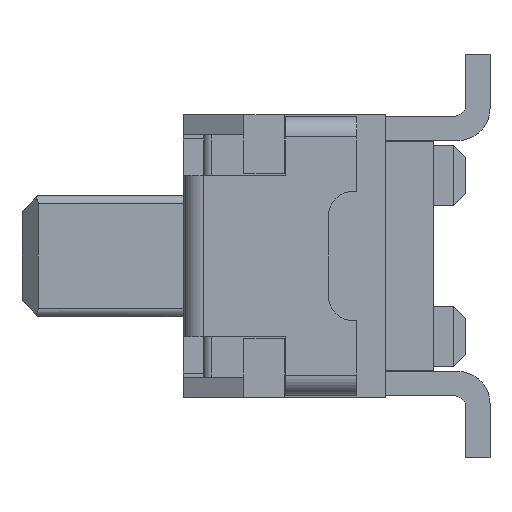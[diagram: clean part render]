
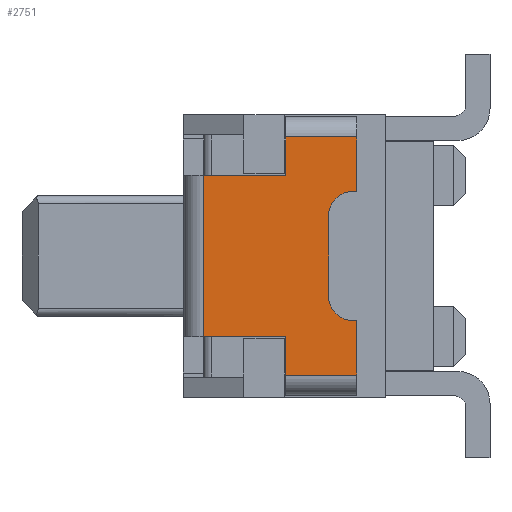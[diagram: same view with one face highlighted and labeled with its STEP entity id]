
A CAD part, left-side view. The second image highlights one B-rep face of the part: STEP entity #2751.
In plain terms, the highlighted planar face has unit normal (-1, 0, 0).
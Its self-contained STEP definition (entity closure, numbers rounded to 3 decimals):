
#89 = VECTOR ( 'NONE', #4750, 1000. ) ;
#160 = VERTEX_POINT ( 'NONE', #11338 ) ;
#502 = ORIENTED_EDGE ( 'NONE', *, *, #2900, .T. ) ;
#531 = CARTESIAN_POINT ( 'NONE',  ( -4.25, 0.35, -0.8 ) ) ;
#578 = CARTESIAN_POINT ( 'NONE',  ( -4.25, 0.7, 0.5 ) ) ;
#683 = LINE ( 'NONE', #1789, #10347 ) ;
#726 = ORIENTED_EDGE ( 'NONE', *, *, #11364, .T. ) ;
#861 = CARTESIAN_POINT ( 'NONE',  ( -4.25, 2.25, -1. ) ) ;
#1034 = LINE ( 'NONE', #9832, #3269 ) ;
#1468 = AXIS2_PLACEMENT_3D ( 'NONE', #4352, #11120, #5331 ) ;
#1599 = CIRCLE ( 'NONE', #7677, 0.3 ) ;
#1633 = EDGE_CURVE ( 'NONE', #8318, #9472, #4542, .T. ) ;
#1789 = CARTESIAN_POINT ( 'NONE',  ( -4.25, 1.23, 1. ) ) ;
#1929 = VERTEX_POINT ( 'NONE', #6489 ) ;
#1961 = DIRECTION ( 'NONE',  ( 0., -1., 0. ) ) ;
#1996 = CARTESIAN_POINT ( 'NONE',  ( -4.25, 0.35, 0.8 ) ) ;
#2083 = LINE ( 'NONE', #3456, #8566 ) ;
#2162 = ORIENTED_EDGE ( 'NONE', *, *, #5422, .T. ) ;
#2201 = VERTEX_POINT ( 'NONE', #4976 ) ;
#2227 = LINE ( 'NONE', #6776, #9930 ) ;
#2414 = LINE ( 'NONE', #531, #12408 ) ;
#2433 = ORIENTED_EDGE ( 'NONE', *, *, #11438, .T. ) ;
#2484 = LINE ( 'NONE', #1996, #7340 ) ;
#2702 = CARTESIAN_POINT ( 'NONE',  ( -4.25, 1.23, -1.475 ) ) ;
#2751 = ADVANCED_FACE ( 'NONE', ( #7232 ), #12169, .F. ) ;
#2753 = DIRECTION ( 'NONE',  ( 0., 0., -1. ) ) ;
#2756 = EDGE_CURVE ( 'NONE', #3958, #5027, #2083, .T. ) ;
#2766 = LINE ( 'NONE', #10670, #5345 ) ;
#2892 = DIRECTION ( 'NONE',  ( 1., 0., 0. ) ) ;
#2900 = EDGE_CURVE ( 'NONE', #4862, #4699, #1034, .T. ) ;
#3269 = VECTOR ( 'NONE', #3370, 1000. ) ;
#3370 = DIRECTION ( 'NONE',  ( 0., 1., 0. ) ) ;
#3402 = LINE ( 'NONE', #6529, #5975 ) ;
#3432 = ORIENTED_EDGE ( 'NONE', *, *, #2756, .T. ) ;
#3456 = CARTESIAN_POINT ( 'NONE',  ( -4.25, 0.4, -1.475 ) ) ;
#3886 = CARTESIAN_POINT ( 'NONE',  ( -4.25, 0.35, 1.475 ) ) ;
#3927 = DIRECTION ( 'NONE',  ( 0., 0., -1. ) ) ;
#3958 = VERTEX_POINT ( 'NONE', #2702 ) ;
#3962 = DIRECTION ( 'NONE',  ( 0., -1., 0. ) ) ;
#4143 = ORIENTED_EDGE ( 'NONE', *, *, #10333, .T. ) ;
#4191 = VERTEX_POINT ( 'NONE', #10728 ) ;
#4352 = CARTESIAN_POINT ( 'NONE',  ( -4.25, 0.4, 0.5 ) ) ;
#4542 = LINE ( 'NONE', #9655, #11349 ) ;
#4548 = CARTESIAN_POINT ( 'NONE',  ( -4.25, 0.35, -1.475 ) ) ;
#4617 = CARTESIAN_POINT ( 'NONE',  ( -4.25, 0.4, -0.5 ) ) ;
#4699 = VERTEX_POINT ( 'NONE', #7679 ) ;
#4750 = DIRECTION ( 'NONE',  ( 0., -1., 0. ) ) ;
#4862 = VERTEX_POINT ( 'NONE', #5236 ) ;
#4976 = CARTESIAN_POINT ( 'NONE',  ( -4.25, 0.35, -0.8 ) ) ;
#5027 = VERTEX_POINT ( 'NONE', #4548 ) ;
#5230 = LINE ( 'NONE', #861, #89 ) ;
#5236 = CARTESIAN_POINT ( 'NONE',  ( -4.25, 1.23, 1. ) ) ;
#5331 = DIRECTION ( 'NONE',  ( 0., 1., 0. ) ) ;
#5339 = EDGE_CURVE ( 'NONE', #8842, #4191, #2227, .T. ) ;
#5345 = VECTOR ( 'NONE', #3927, 1000. ) ;
#5346 = DIRECTION ( 'NONE',  ( 0., 1., 0. ) ) ;
#5422 = EDGE_CURVE ( 'NONE', #9871, #8763, #12363, .T. ) ;
#5510 = CARTESIAN_POINT ( 'NONE',  ( -4.25, 0.4, 0.8 ) ) ;
#5588 = DIRECTION ( 'NONE',  ( 0., 1., 0. ) ) ;
#5889 = ORIENTED_EDGE ( 'NONE', *, *, #5339, .T. ) ;
#5975 = VECTOR ( 'NONE', #6598, 1000. ) ;
#6142 = EDGE_CURVE ( 'NONE', #8763, #8842, #8508, .T. ) ;
#6315 = DIRECTION ( 'NONE',  ( 0., 0., -1. ) ) ;
#6489 = CARTESIAN_POINT ( 'NONE',  ( -4.25, 2.25, -1. ) ) ;
#6529 = CARTESIAN_POINT ( 'NONE',  ( -4.25, 0.35, -1.725 ) ) ;
#6598 = DIRECTION ( 'NONE',  ( 0., 0., 1. ) ) ;
#6776 = CARTESIAN_POINT ( 'NONE',  ( -4.25, 0.35, 0.8 ) ) ;
#6841 = ORIENTED_EDGE ( 'NONE', *, *, #9149, .T. ) ;
#7232 = FACE_OUTER_BOUND ( 'NONE', #9915, .T. ) ;
#7340 = VECTOR ( 'NONE', #9724, 1000. ) ;
#7478 = CARTESIAN_POINT ( 'NONE',  ( -4.25, 0.7, -0.5 ) ) ;
#7562 = ORIENTED_EDGE ( 'NONE', *, *, #6142, .T. ) ;
#7564 = LINE ( 'NONE', #10107, #9819 ) ;
#7677 = AXIS2_PLACEMENT_3D ( 'NONE', #4617, #11393, #5588 ) ;
#7679 = CARTESIAN_POINT ( 'NONE',  ( -4.25, 2.25, 1. ) ) ;
#8318 = VERTEX_POINT ( 'NONE', #3886 ) ;
#8331 = ORIENTED_EDGE ( 'NONE', *, *, #1633, .T. ) ;
#8508 = CIRCLE ( 'NONE', #1468, 0.3 ) ;
#8566 = VECTOR ( 'NONE', #3962, 1000. ) ;
#8763 = VERTEX_POINT ( 'NONE', #578 ) ;
#8842 = VERTEX_POINT ( 'NONE', #5510 ) ;
#8857 = CARTESIAN_POINT ( 'NONE',  ( -4.25, 0.7, -0.5 ) ) ;
#8894 = DIRECTION ( 'NONE',  ( 0., 0., 1. ) ) ;
#9044 = ORIENTED_EDGE ( 'NONE', *, *, #12130, .T. ) ;
#9139 = EDGE_CURVE ( 'NONE', #4699, #1929, #7564, .T. ) ;
#9149 = EDGE_CURVE ( 'NONE', #2201, #160, #2414, .T. ) ;
#9197 = DIRECTION ( 'NONE',  ( 0., 1., 0. ) ) ;
#9328 = AXIS2_PLACEMENT_3D ( 'NONE', #11924, #2892, #9197 ) ;
#9472 = VERTEX_POINT ( 'NONE', #10804 ) ;
#9655 = CARTESIAN_POINT ( 'NONE',  ( -4.25, 0.4, 1.475 ) ) ;
#9724 = DIRECTION ( 'NONE',  ( 0., 0., 1. ) ) ;
#9819 = VECTOR ( 'NONE', #6315, 1000. ) ;
#9832 = CARTESIAN_POINT ( 'NONE',  ( -4.25, 2.25, 1. ) ) ;
#9871 = VERTEX_POINT ( 'NONE', #7478 ) ;
#9915 = EDGE_LOOP ( 'NONE', ( #9044, #3432, #4143, #6841, #10841, #2162, #7562, #5889, #10544, #8331, #726, #502, #11768, #2433 ) ) ;
#9930 = VECTOR ( 'NONE', #1961, 1000. ) ;
#10107 = CARTESIAN_POINT ( 'NONE',  ( -4.25, 2.25, -1. ) ) ;
#10206 = CARTESIAN_POINT ( 'NONE',  ( -4.25, 1.23, -1. ) ) ;
#10333 = EDGE_CURVE ( 'NONE', #5027, #2201, #3402, .T. ) ;
#10344 = DIRECTION ( 'NONE',  ( 0., 1., 0. ) ) ;
#10347 = VECTOR ( 'NONE', #2753, 1000. ) ;
#10544 = ORIENTED_EDGE ( 'NONE', *, *, #11577, .T. ) ;
#10670 = CARTESIAN_POINT ( 'NONE',  ( -4.25, 1.23, -1.725 ) ) ;
#10728 = CARTESIAN_POINT ( 'NONE',  ( -4.25, 0.35, 0.8 ) ) ;
#10804 = CARTESIAN_POINT ( 'NONE',  ( -4.25, 1.23, 1.475 ) ) ;
#10841 = ORIENTED_EDGE ( 'NONE', *, *, #11335, .T. ) ;
#11120 = DIRECTION ( 'NONE',  ( 1., 0., 0. ) ) ;
#11335 = EDGE_CURVE ( 'NONE', #160, #9871, #1599, .T. ) ;
#11338 = CARTESIAN_POINT ( 'NONE',  ( -4.25, 0.4, -0.8 ) ) ;
#11349 = VECTOR ( 'NONE', #10344, 1000. ) ;
#11364 = EDGE_CURVE ( 'NONE', #9472, #4862, #683, .T. ) ;
#11393 = DIRECTION ( 'NONE',  ( 1., 0., 0. ) ) ;
#11438 = EDGE_CURVE ( 'NONE', #1929, #12540, #5230, .T. ) ;
#11577 = EDGE_CURVE ( 'NONE', #4191, #8318, #2484, .T. ) ;
#11768 = ORIENTED_EDGE ( 'NONE', *, *, #9139, .T. ) ;
#11924 = CARTESIAN_POINT ( 'NONE',  ( -4.25, 0.4, -0.5 ) ) ;
#12051 = VECTOR ( 'NONE', #8894, 1000. ) ;
#12130 = EDGE_CURVE ( 'NONE', #12540, #3958, #2766, .T. ) ;
#12169 = PLANE ( 'NONE',  #9328 ) ;
#12363 = LINE ( 'NONE', #8857, #12051 ) ;
#12408 = VECTOR ( 'NONE', #5346, 1000. ) ;
#12540 = VERTEX_POINT ( 'NONE', #10206 ) ;
